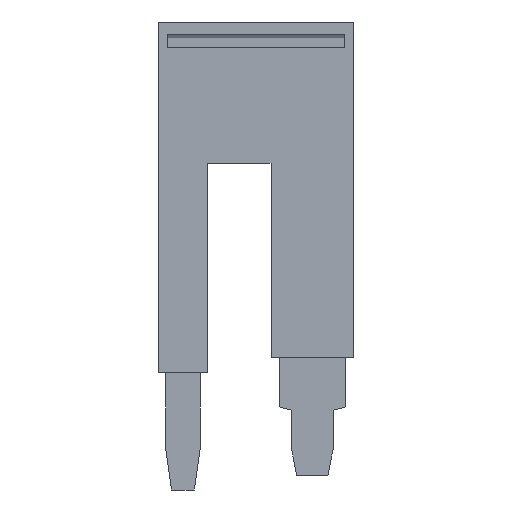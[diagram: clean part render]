
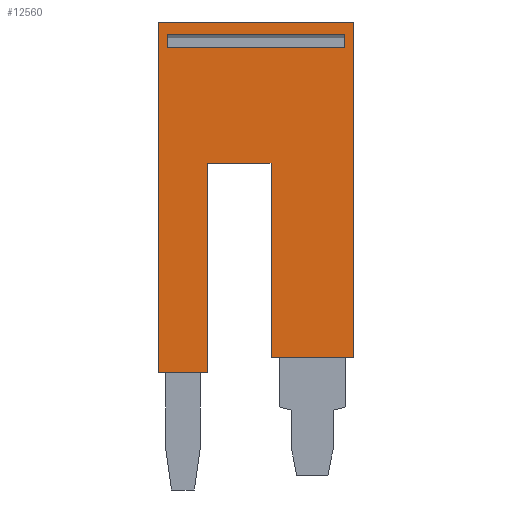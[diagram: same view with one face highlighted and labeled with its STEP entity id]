
A CAD part, front view. The second image highlights one B-rep face of the part: STEP entity #12560.
In plain terms, the highlighted planar face has unit normal (0, -1, 0).
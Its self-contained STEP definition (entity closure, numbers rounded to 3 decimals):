
#60=CARTESIAN_POINT('',(-1.05,0.,
40.76));
#70=DIRECTION('',(0.,0.,1.));
#80=VECTOR('',#70,1.);
#90=LINE('',#60,#80);
#100=CARTESIAN_POINT('',(-1.05,0.,
30.14));
#110=VERTEX_POINT('',#100);
#120=CARTESIAN_POINT('',(-1.05,0.,
46.39));
#130=VERTEX_POINT('',#120);
#140=EDGE_CURVE('',#110,#130,#90,.T.);
#670=CARTESIAN_POINT('',(3.875,0.,
31.29));
#680=VERTEX_POINT('',#670);
#710=CARTESIAN_POINT('',(-6.21,0.,
31.29));
#720=DIRECTION('',(1.,0.,0.));
#730=VECTOR('',#720,1.);
#740=LINE('',#710,#730);
#750=CARTESIAN_POINT('',(10.275,0.,
31.29));
#760=VERTEX_POINT('',#750);
#770=EDGE_CURVE('',#680,#760,#740,.T.);
#1430=CARTESIAN_POINT('',(10.275,0.,
40.76));
#1440=DIRECTION('',(0.,0.,-1.));
#1450=VECTOR('',#1440,1.);
#1460=LINE('',#1430,#1450);
#1470=CARTESIAN_POINT('',(10.275,0.,
57.315));
#1480=VERTEX_POINT('',#1470);
#1490=EDGE_CURVE('',#1480,#760,#1460,.T.);
#1730=CARTESIAN_POINT('',(-6.21,0.,
57.315));
#1740=DIRECTION('',(-1.,0.,0.));
#1750=VECTOR('',#1740,1.);
#1760=LINE('',#1730,#1750);
#1770=CARTESIAN_POINT('',(-4.85,0.,
57.315));
#1780=VERTEX_POINT('',#1770);
#1790=EDGE_CURVE('',#1480,#1780,#1760,.T.);
#4390=CARTESIAN_POINT('',(3.875,0.,
46.39));
#4400=VERTEX_POINT('',#4390);
#4430=CARTESIAN_POINT('',(3.875,0.,
40.76));
#4440=DIRECTION('',(0.,0.,1.));
#4450=VECTOR('',#4440,1.);
#4460=LINE('',#4430,#4450);
#4470=EDGE_CURVE('',#680,#4400,#4460,.T.);
#4650=CARTESIAN_POINT('',(-6.21,0.,
46.39));
#4660=DIRECTION('',(1.,0.,0.));
#4670=VECTOR('',#4660,1.);
#4680=LINE('',#4650,#4670);
#4690=EDGE_CURVE('',#130,#4400,#4680,.T.);
#4900=CARTESIAN_POINT('',(-4.85,0.,
40.76));
#4910=DIRECTION('',(0.,0.,-1.));
#4920=VECTOR('',#4910,1.);
#4930=LINE('',#4900,#4920);
#4940=CARTESIAN_POINT('',(-4.85,0.,
30.14));
#4950=VERTEX_POINT('',#4940);
#4960=EDGE_CURVE('',#1780,#4950,#4930,.T.);
#5220=CARTESIAN_POINT('',(-6.21,0.,
30.14));
#5230=DIRECTION('',(1.,0.,0.));
#5240=VECTOR('',#5230,1.);
#5250=LINE('',#5220,#5240);
#5260=EDGE_CURVE('',#4950,#110,#5250,.T.);
#11740=CARTESIAN_POINT('',(-6.21,0.,
56.349));
#11750=DIRECTION('',(-1.,0.,0.));
#11760=VECTOR('',#11750,1.);
#11770=LINE('',#11740,#11760);
#11780=CARTESIAN_POINT('',(9.575,0.,
56.349));
#11790=VERTEX_POINT('',#11780);
#11800=CARTESIAN_POINT('',(-4.15,0.,
56.349));
#11810=VERTEX_POINT('',#11800);
#11820=EDGE_CURVE('',#11790,#11810,#11770,.T.);
#12160=CARTESIAN_POINT('',(11.795,0.,
46.904));
#12170=DIRECTION('',(0.,-1.,0.));
#12180=DIRECTION('',(0.,0.,-1.));
#12190=AXIS2_PLACEMENT_3D('',#12160,#12170,#12180);
#12200=PLANE('',#12190);
#12210=ORIENTED_EDGE('',*,*,#1790,.T.);
#12220=ORIENTED_EDGE('',*,*,#1490,.F.);
#12230=ORIENTED_EDGE('',*,*,#770,.T.);
#12240=ORIENTED_EDGE('',*,*,#4470,.F.);
#12250=ORIENTED_EDGE('',*,*,#4690,.T.);
#12260=ORIENTED_EDGE('',*,*,#140,.T.);
#12270=ORIENTED_EDGE('',*,*,#5260,.T.);
#12280=ORIENTED_EDGE('',*,*,#4960,.T.);
#12290=EDGE_LOOP('',(#12280,#12270,#12260,#12250,#12240,#12230,#12220,
#12210));
#12300=FACE_OUTER_BOUND('',#12290,.T.);
#12310=CARTESIAN_POINT('',(-4.15,0.,
40.76));
#12320=DIRECTION('',(0.,0.,-1.));
#12330=VECTOR('',#12320,1.);
#12340=LINE('',#12310,#12330);
#12350=CARTESIAN_POINT('',(-4.15,0.,
55.309));
#12360=VERTEX_POINT('',#12350);
#12370=EDGE_CURVE('',#11810,#12360,#12340,.T.);
#12380=ORIENTED_EDGE('',*,*,#12370,.F.);
#12390=CARTESIAN_POINT('',(-6.21,0.,
55.309));
#12400=DIRECTION('',(1.,0.,0.));
#12410=VECTOR('',#12400,1.);
#12420=LINE('',#12390,#12410);
#12430=CARTESIAN_POINT('',(9.575,0.,
55.309));
#12440=VERTEX_POINT('',#12430);
#12450=EDGE_CURVE('',#12360,#12440,#12420,.T.);
#12460=ORIENTED_EDGE('',*,*,#12450,.F.);
#12470=CARTESIAN_POINT('',(9.575,0.,
40.76));
#12480=DIRECTION('',(0.,0.,-1.));
#12490=VECTOR('',#12480,1.);
#12500=LINE('',#12470,#12490);
#12510=EDGE_CURVE('',#11790,#12440,#12500,.T.);
#12520=ORIENTED_EDGE('',*,*,#12510,.T.);
#12530=ORIENTED_EDGE('',*,*,#11820,.F.);
#12540=EDGE_LOOP('',(#12530,#12520,#12460,#12380));
#12550=FACE_BOUND('',#12540,.T.);
#12560=ADVANCED_FACE('',(#12300,#12550),#12200,.T.);
